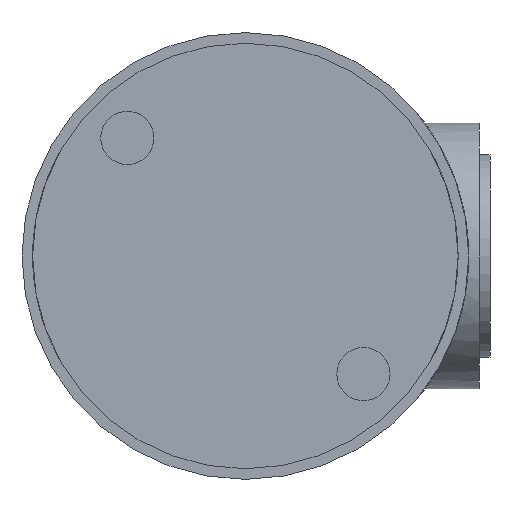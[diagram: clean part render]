
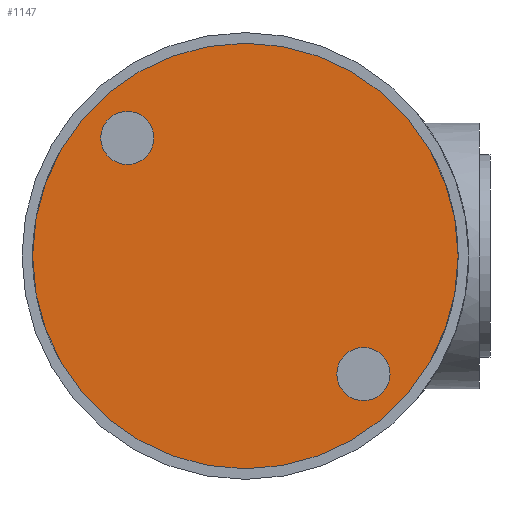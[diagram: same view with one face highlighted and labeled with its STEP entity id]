
A CAD part, front view. The second image highlights one B-rep face of the part: STEP entity #1147.
In plain terms, the highlighted planar face has unit normal (0, -1, 0).
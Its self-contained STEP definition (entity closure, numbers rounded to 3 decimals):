
#52 = ORIENTED_EDGE ( 'NONE', *, *, #610, .F. ) ;
#85 = EDGE_LOOP ( 'NONE', ( #440, #52 ) ) ;
#102 = ORIENTED_EDGE ( 'NONE', *, *, #1136, .F. ) ;
#175 = ORIENTED_EDGE ( 'NONE', *, *, #1047, .F. ) ;
#190 = FACE_BOUND ( 'NONE', #639, .T. ) ;
#211 = VERTEX_POINT ( 'NONE', #419 ) ;
#214 = FACE_BOUND ( 'NONE', #85, .T. ) ;
#227 = VERTEX_POINT ( 'NONE', #934 ) ;
#316 = AXIS2_PLACEMENT_3D ( 'NONE', #473, #1075, #1337 ) ;
#331 = CARTESIAN_POINT ( 'NONE',  ( 11.1, -34.85, -11.1 ) ) ;
#374 = CIRCLE ( 'NONE', #1495, 20. ) ;
#378 = DIRECTION ( 'NONE',  ( 0., -1., 0. ) ) ;
#399 = CIRCLE ( 'NONE', #960, 2.5 ) ;
#402 = AXIS2_PLACEMENT_3D ( 'NONE', #1409, #908, #1282 ) ;
#419 = CARTESIAN_POINT ( 'NONE',  ( 11.1, -34.85, -8.6 ) ) ;
#440 = ORIENTED_EDGE ( 'NONE', *, *, #465, .F. ) ;
#443 = CARTESIAN_POINT ( 'NONE',  ( -11.1, -34.85, 11.1 ) ) ;
#465 = EDGE_CURVE ( 'NONE', #1224, #227, #1293, .T. ) ;
#473 = CARTESIAN_POINT ( 'NONE',  ( 0., -34.85, 0. ) ) ;
#530 = EDGE_CURVE ( 'NONE', #211, #1077, #1528, .T. ) ;
#563 = DIRECTION ( 'NONE',  ( 0., 1., 0. ) ) ;
#580 = CARTESIAN_POINT ( 'NONE',  ( 0., -34.85, 0. ) ) ;
#610 = EDGE_CURVE ( 'NONE', #227, #1224, #1166, .T. ) ;
#639 = EDGE_LOOP ( 'NONE', ( #175, #1123 ) ) ;
#656 = CARTESIAN_POINT ( 'NONE',  ( -11.1, -34.85, 11.1 ) ) ;
#679 = ORIENTED_EDGE ( 'NONE', *, *, #825, .F. ) ;
#693 = FACE_OUTER_BOUND ( 'NONE', #1384, .T. ) ;
#709 = DIRECTION ( 'NONE',  ( 0., 0., 1. ) ) ;
#776 = DIRECTION ( 'NONE',  ( 0., 1., 0. ) ) ;
#825 = EDGE_CURVE ( 'NONE', #1065, #937, #1584, .T. ) ;
#908 = DIRECTION ( 'NONE',  ( 0., -1., 0. ) ) ;
#934 = CARTESIAN_POINT ( 'NONE',  ( -11.1, -34.85, 13.6 ) ) ;
#937 = VERTEX_POINT ( 'NONE', #1252 ) ;
#960 = AXIS2_PLACEMENT_3D ( 'NONE', #331, #1443, #1220 ) ;
#1045 = DIRECTION ( 'NONE',  ( 0., -1., 0. ) ) ;
#1047 = EDGE_CURVE ( 'NONE', #1077, #211, #399, .T. ) ;
#1065 = VERTEX_POINT ( 'NONE', #1597 ) ;
#1075 = DIRECTION ( 'NONE',  ( 0., 1., 0. ) ) ;
#1077 = VERTEX_POINT ( 'NONE', #1577 ) ;
#1123 = ORIENTED_EDGE ( 'NONE', *, *, #530, .F. ) ;
#1136 = EDGE_CURVE ( 'NONE', #937, #1065, #374, .T. ) ;
#1147 = ADVANCED_FACE ( 'NONE', ( #214, #190, #693 ), #1196, .F. ) ;
#1166 = CIRCLE ( 'NONE', #1456, 2.5 ) ;
#1196 = PLANE ( 'NONE',  #316 ) ;
#1220 = DIRECTION ( 'NONE',  ( 0., 0., 1. ) ) ;
#1224 = VERTEX_POINT ( 'NONE', #1345 ) ;
#1252 = CARTESIAN_POINT ( 'NONE',  ( 0., -34.85, 20. ) ) ;
#1282 = DIRECTION ( 'NONE',  ( 0., 0., 1. ) ) ;
#1287 = CARTESIAN_POINT ( 'NONE',  ( 0., -34.85, 0. ) ) ;
#1293 = CIRCLE ( 'NONE', #1369, 2.5 ) ;
#1337 = DIRECTION ( 'NONE',  ( 0., 0., 1. ) ) ;
#1345 = CARTESIAN_POINT ( 'NONE',  ( -11.1, -34.85, 8.6 ) ) ;
#1366 = AXIS2_PLACEMENT_3D ( 'NONE', #1287, #776, #1395 ) ;
#1369 = AXIS2_PLACEMENT_3D ( 'NONE', #656, #378, #1402 ) ;
#1384 = EDGE_LOOP ( 'NONE', ( #679, #102 ) ) ;
#1395 = DIRECTION ( 'NONE',  ( 0., 0., 1. ) ) ;
#1402 = DIRECTION ( 'NONE',  ( 0., 0., -1. ) ) ;
#1409 = CARTESIAN_POINT ( 'NONE',  ( 11.1, -34.85, -11.1 ) ) ;
#1421 = DIRECTION ( 'NONE',  ( 0., 0., -1. ) ) ;
#1443 = DIRECTION ( 'NONE',  ( 0., -1., 0. ) ) ;
#1456 = AXIS2_PLACEMENT_3D ( 'NONE', #443, #1045, #1421 ) ;
#1495 = AXIS2_PLACEMENT_3D ( 'NONE', #580, #563, #709 ) ;
#1528 = CIRCLE ( 'NONE', #402, 2.5 ) ;
#1577 = CARTESIAN_POINT ( 'NONE',  ( 11.1, -34.85, -13.6 ) ) ;
#1584 = CIRCLE ( 'NONE', #1366, 20. ) ;
#1597 = CARTESIAN_POINT ( 'NONE',  ( 0., -34.85, -20. ) ) ;
